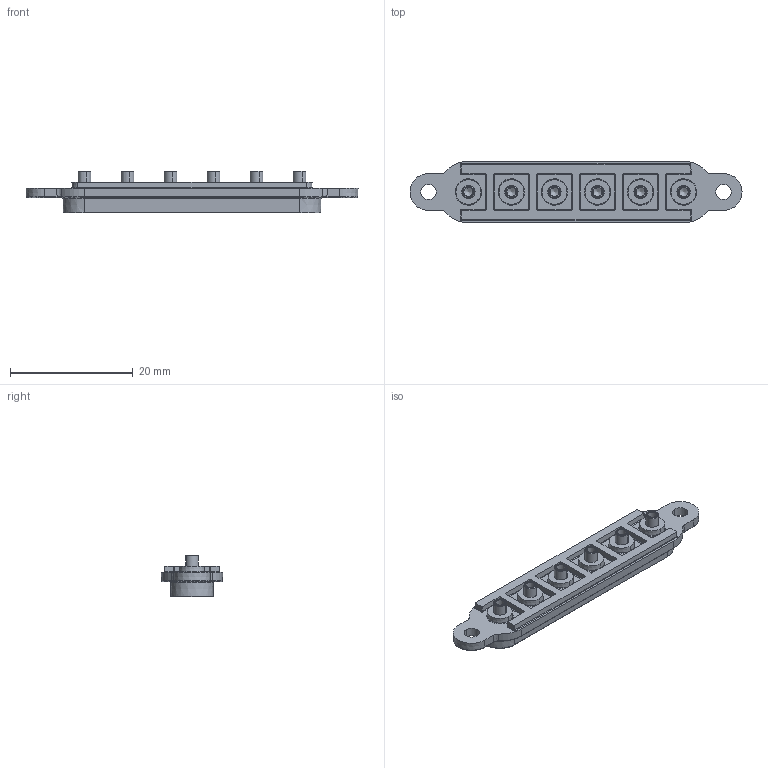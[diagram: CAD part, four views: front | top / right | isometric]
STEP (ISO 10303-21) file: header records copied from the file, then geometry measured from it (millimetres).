
FILE_DESCRIPTION (( 'STEP AP214' ), '1' );
FILE_NAME ('UEBK-30259.STEP', '2020-08-12T11:55:30', ( '' ), ( '' ), 'SwSTEP 2.0', 'SolidWorks 2020', '' );
FILE_SCHEMA (( 'AUTOMOTIVE_DESIGN' ));
Length unit declared in the file: millimetre
Products named in the file (3): UEBK-30259; UEBK-30259-Pin; UEBK-30259-Gehäuse
Assembly tree (7 placements, depth 2):
  UEBK-30259
    UEBK-30259-Gehäuse
    UEBK-30259-Pin  x6
Bounding box: 54 x 10 x 6.8 mm (x, y, z)
Volume: 1623.5 mm3; surface area: 2257.6 mm2
Topology: 7 solids, 7 shells, 408 faces, 872 edges, 502 vertices
Faces by surface type: cylinder 130, cone 128, plane 80, bspline 70
Entity records: 12480 total; most frequent: CARTESIAN_POINT 3423, DIRECTION 1262, ORIENTED_EDGE 1260, EDGE_CURVE 630, AXIS2_PLACEMENT_3D 498, VERTEX_POINT 367, EDGE_LOOP 325, ADVANCED_FACE 288
